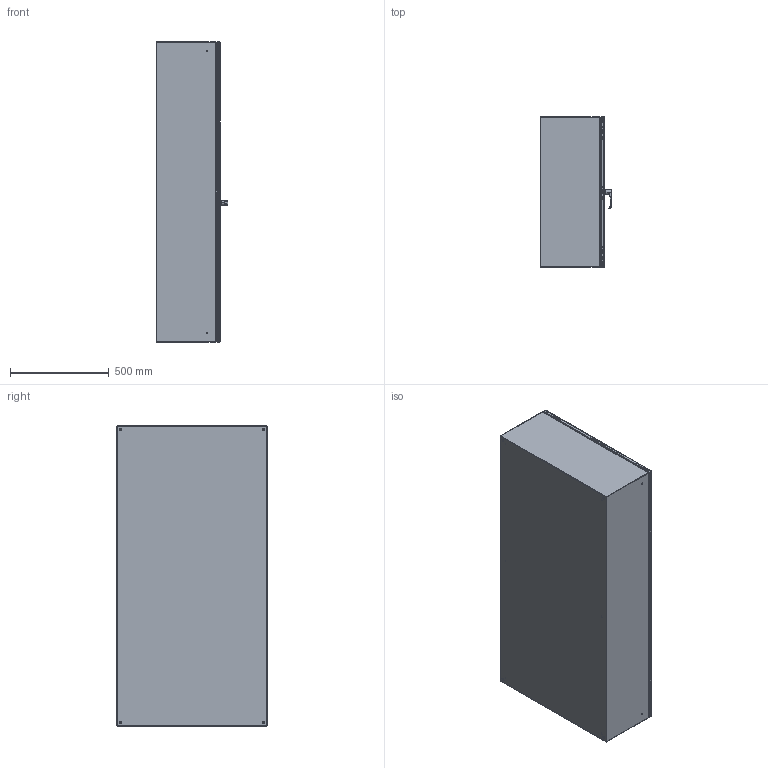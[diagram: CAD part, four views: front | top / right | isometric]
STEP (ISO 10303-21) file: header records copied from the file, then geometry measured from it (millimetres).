
FILE_DESCRIPTION (( 'STEP AP214' ), '1' );
FILE_NAME ('EN4TD306012LG.STEP', '2019-09-05T20:09:03', ( '' ), ( '' ), 'SwSTEP 2.0', 'SolidWorks 2018', '' );
FILE_SCHEMA (( 'AUTOMOTIVE_DESIGN' ));
Length unit declared in the file: inch
Products named in the file (1): EN4TD306012LG
Bounding box: 365.05 x 762 x 1524 mm (x, y, z)
Volume: 8359056.8 mm3; surface area: 8804732.5 mm2
Topology: 91 solids, 91 shells, 2297 faces, 5504 edges, 3459 vertices
Faces by surface type: plane 1053, cylinder 846, bspline 286, torus 76, cone 36
Entity records: 127228 total; most frequent: CARTESIAN_POINT 44366, ORIENTED_EDGE 10918, DIRECTION 10449, EDGE_CURVE 5459, AXIS2_PLACEMENT_3D 3714, VERTEX_POINT 3459, VECTOR 3021, LINE 3021
